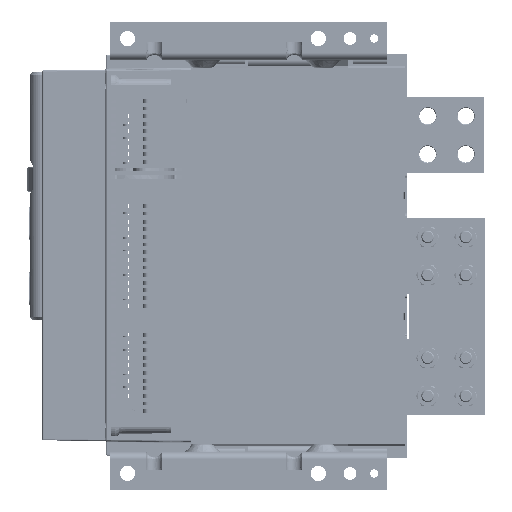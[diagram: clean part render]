
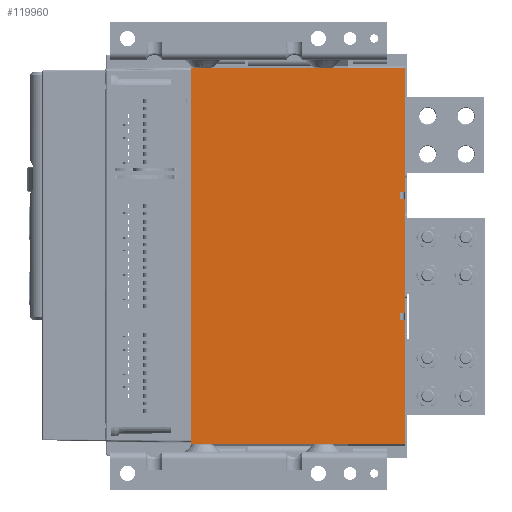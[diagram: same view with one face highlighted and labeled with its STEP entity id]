
A CAD part, front view. The second image highlights one B-rep face of the part: STEP entity #119960.
In plain terms, the highlighted planar face has unit normal (0, -1, 0).
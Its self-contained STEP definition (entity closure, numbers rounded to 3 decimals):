
#4734=DIRECTION('',(0.,0.,-1.));
#4735=VECTOR('',#4734,98.);
#4736=CARTESIAN_POINT('',(0.,0.,195.5));
#4737=LINE('',#4736,#4735);
#14574=DIRECTION('',(0.,0.,1.));
#14575=VECTOR('',#14574,291.);
#14576=CARTESIAN_POINT('',(-168.,0.,-97.5));
#14577=LINE('',#14576,#14575);
#14578=DIRECTION('',(0.,0.,-1.));
#14579=VECTOR('',#14578,2.);
#14580=CARTESIAN_POINT('',(-168.,0.,195.5));
#14581=LINE('',#14580,#14579);
#14582=DIRECTION('',(1.,0.,0.));
#14583=VECTOR('',#14582,168.);
#14584=CARTESIAN_POINT('',(-168.,0.,195.5));
#14585=LINE('',#14584,#14583);
#14586=DIRECTION('',(1.,0.,0.));
#14587=VECTOR('',#14586,4.);
#14588=CARTESIAN_POINT('',(-4.,0.,97.5));
#14589=LINE('',#14588,#14587);
#14590=DIRECTION('',(0.,0.,1.));
#14591=VECTOR('',#14590,90.);
#14592=CARTESIAN_POINT('',(0.,0.,2.5));
#14593=LINE('',#14592,#14591);
#14594=DIRECTION('',(1.,0.,0.));
#14595=VECTOR('',#14594,4.);
#14596=CARTESIAN_POINT('',(-4.,0.,2.5));
#14597=LINE('',#14596,#14595);
#14598=DIRECTION('',(0.,0.,1.));
#14599=VECTOR('',#14598,5.);
#14600=CARTESIAN_POINT('',(-4.,0.,-2.5));
#14601=LINE('',#14600,#14599);
#14602=DIRECTION('',(0.,0.,1.));
#14603=VECTOR('',#14602,98.);
#14604=CARTESIAN_POINT('',(0.,0.,-100.5));
#14605=LINE('',#14604,#14603);
#14606=DIRECTION('',(-1.,0.,0.));
#14607=VECTOR('',#14606,168.);
#14608=CARTESIAN_POINT('',(0.,0.,-100.5));
#14609=LINE('',#14608,#14607);
#14610=DIRECTION('',(0.,0.,-1.));
#14611=VECTOR('',#14610,3.);
#14612=CARTESIAN_POINT('',(-168.,0.,-97.5));
#14613=LINE('',#14612,#14611);
#61969=DIRECTION('',(1.,0.,0.));
#61970=VECTOR('',#61969,4.);
#61971=CARTESIAN_POINT('',(-4.,0.,-2.5));
#61972=LINE('',#61971,#61970);
#70071=DIRECTION('',(0.,0.,-1.));
#70072=VECTOR('',#70071,5.);
#70073=CARTESIAN_POINT('',(-4.,0.,97.5));
#70074=LINE('',#70073,#70072);
#70098=DIRECTION('',(1.,0.,0.));
#70099=VECTOR('',#70098,4.);
#70100=CARTESIAN_POINT('',(-4.,0.,92.5));
#70101=LINE('',#70100,#70099);
#76768=CARTESIAN_POINT('',(0.,0.,2.5));
#76770=VERTEX_POINT('',#76768);
#76785=CARTESIAN_POINT('',(0.,0.,92.5));
#76786=VERTEX_POINT('',#76785);
#76957=CARTESIAN_POINT('',(0.,0.,195.5));
#76958=VERTEX_POINT('',#76957);
#76959=CARTESIAN_POINT('',(0.,0.,97.5));
#76960=VERTEX_POINT('',#76959);
#77145=CARTESIAN_POINT('',(0.,0.,-2.5));
#77146=VERTEX_POINT('',#77145);
#77147=CARTESIAN_POINT('',(0.,0.,-100.5));
#77148=VERTEX_POINT('',#77147);
#77351=CARTESIAN_POINT('',(-4.,0.,-2.5));
#77352=VERTEX_POINT('',#77351);
#77353=CARTESIAN_POINT('',(-4.,0.,2.5));
#77354=VERTEX_POINT('',#77353);
#77355=CARTESIAN_POINT('',(-4.,0.,92.5));
#77356=VERTEX_POINT('',#77355);
#77357=CARTESIAN_POINT('',(-4.,0.,97.5));
#77358=VERTEX_POINT('',#77357);
#79357=CARTESIAN_POINT('',(-168.,0.,-100.5));
#79359=VERTEX_POINT('',#79357);
#79361=CARTESIAN_POINT('',(-168.,0.,195.5));
#79363=VERTEX_POINT('',#79361);
#93030=CARTESIAN_POINT('',(-168.,0.,-97.5));
#93031=CARTESIAN_POINT('',(-168.,0.,193.5));
#93032=VERTEX_POINT('',#93030);
#93033=VERTEX_POINT('',#93031);
#119931=CARTESIAN_POINT('',(0.,0.,47.5));
#119932=DIRECTION('',(0.,-1.,0.));
#119933=DIRECTION('',(0.,0.,1.));
#119934=AXIS2_PLACEMENT_3D('',#119931,#119932,#119933);
#119935=PLANE('',#119934);
#119936=ORIENTED_EDGE('',*,*,#117495,.T.);
#119938=ORIENTED_EDGE('',*,*,#119937,.F.);
#119939=ORIENTED_EDGE('',*,*,#103635,.T.);
#119940=ORIENTED_EDGE('',*,*,#102519,.T.);
#119942=ORIENTED_EDGE('',*,*,#119941,.F.);
#119944=ORIENTED_EDGE('',*,*,#119943,.T.);
#119946=ORIENTED_EDGE('',*,*,#119945,.T.);
#119947=ORIENTED_EDGE('',*,*,#119730,.F.);
#119948=ORIENTED_EDGE('',*,*,#119921,.F.);
#119950=ORIENTED_EDGE('',*,*,#119949,.F.);
#119952=ORIENTED_EDGE('',*,*,#119951,.T.);
#119954=ORIENTED_EDGE('',*,*,#119953,.F.);
#119956=ORIENTED_EDGE('',*,*,#119955,.T.);
#119957=ORIENTED_EDGE('',*,*,#117903,.F.);
#119958=EDGE_LOOP('',(#119936,#119938,#119939,#119940,#119942,#119944,#119946,
#119947,#119948,#119950,#119952,#119954,#119956,#119957));
#119959=FACE_OUTER_BOUND('',#119958,.F.);
#119960=ADVANCED_FACE('',(#119959),#119935,.T.);
#102519=EDGE_CURVE('',#76958,#76960,#4737,.T.);
#103635=EDGE_CURVE('',#79363,#76958,#14585,.T.);
#117495=EDGE_CURVE('',#93032,#93033,#14577,.T.);
#117903=EDGE_CURVE('',#93032,#79359,#14613,.T.);
#119730=EDGE_CURVE('',#76770,#76786,#14593,.T.);
#119921=EDGE_CURVE('',#77354,#76770,#14597,.T.);
#119937=EDGE_CURVE('',#79363,#93033,#14581,.T.);
#119941=EDGE_CURVE('',#77358,#76960,#14589,.T.);
#119943=EDGE_CURVE('',#77358,#77356,#70074,.T.);
#119945=EDGE_CURVE('',#77356,#76786,#70101,.T.);
#119949=EDGE_CURVE('',#77352,#77354,#14601,.T.);
#119951=EDGE_CURVE('',#77352,#77146,#61972,.T.);
#119953=EDGE_CURVE('',#77148,#77146,#14605,.T.);
#119955=EDGE_CURVE('',#77148,#79359,#14609,.T.);
